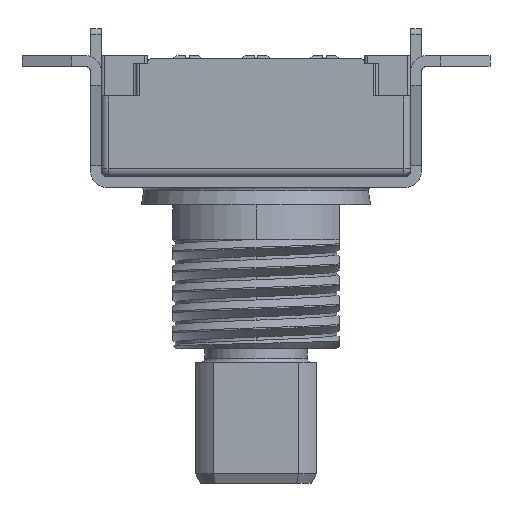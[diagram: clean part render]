
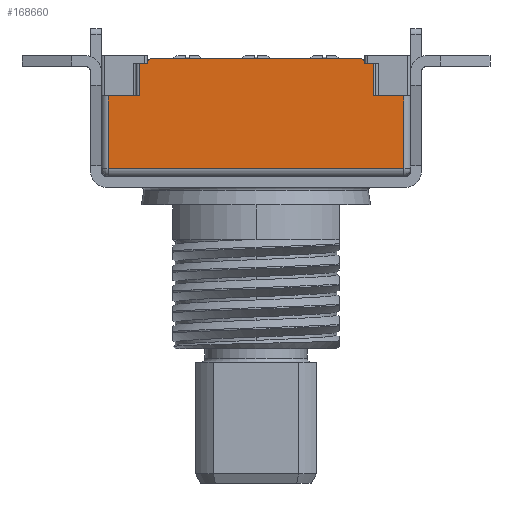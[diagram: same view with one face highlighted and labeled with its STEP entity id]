
A CAD part, left-side view. The second image highlights one B-rep face of the part: STEP entity #168660.
In plain terms, the highlighted face is planar.
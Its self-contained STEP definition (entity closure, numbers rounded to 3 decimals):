
#23030=CARTESIAN_POINT('',(10.1,11.5,1.2));
#23040=VERTEX_POINT('',#23030);
#23540=CARTESIAN_POINT('',(11.25,11.5,1.2));
#23550=VERTEX_POINT('',#23540);
#23580=CARTESIAN_POINT('',(10.2,11.5,1.2));
#23590=DIRECTION('',(1.,0.,0.));
#23600=VECTOR('',#23590,1.);
#23610=LINE('',#23580,#23600);
#23620=EDGE_CURVE('',#23040,#23550,#23610,.T.);
#73850=CARTESIAN_POINT('',(1.4,11.5,1.2));
#73860=VERTEX_POINT('',#73850);
#73890=CARTESIAN_POINT('',(0.,11.5,1.2));
#73900=DIRECTION('',(1.,0.,0.));
#73910=VECTOR('',#73900,1.);
#73920=LINE('',#73890,#73910);
#73930=CARTESIAN_POINT('',(0.25,11.5,1.2));
#73940=VERTEX_POINT('',#73930);
#73950=EDGE_CURVE('',#73940,#73860,#73920,.T.);
#91240=CARTESIAN_POINT('',(1.4,11.5,0.));
#91250=VERTEX_POINT('',#91240);
#91280=CARTESIAN_POINT('',(1.4,11.5,0.));
#91290=DIRECTION('',(0.,0.,1.));
#91300=VECTOR('',#91290,1.);
#91310=LINE('',#91280,#91300);
#91320=EDGE_CURVE('',#91250,#73860,#91310,.T.);
#93820=CARTESIAN_POINT('',(10.1,11.5,0.));
#93830=DIRECTION('',(0.,0.,-1.));
#93840=VECTOR('',#93830,1.);
#93850=LINE('',#93820,#93840);
#93860=CARTESIAN_POINT('',(10.1,11.5,0.));
#93870=VERTEX_POINT('',#93860);
#93880=EDGE_CURVE('',#23040,#93870,#93850,.T.);
#139430=CARTESIAN_POINT('',(5.75,11.5,0.));
#139440=DIRECTION('',(-1.,0.,0.));
#139450=VECTOR('',#139440,1.);
#139460=LINE('',#139430,#139450);
#139470=CARTESIAN_POINT('',(9.8,11.5,0.));
#139480=VERTEX_POINT('',#139470);
#139490=EDGE_CURVE('',#93870,#139480,#139460,.T.);
#139560=CARTESIAN_POINT('',(1.7,11.5,0.));
#139570=VERTEX_POINT('',#139560);
#139580=EDGE_CURVE('',#139570,#91250,#139460,.T.);
#139860=CARTESIAN_POINT('',(9.6,11.5,0.));
#139870=DIRECTION('',(0.,-1.,0.));
#139880=DIRECTION('',(1.,0.,0.));
#139890=AXIS2_PLACEMENT_3D('',#139860,#139870,#139880);
#139900=CIRCLE('',#139890,0.2);
#139910=CARTESIAN_POINT('',(9.6,11.5,-0.2));
#139920=VERTEX_POINT('',#139910);
#139930=EDGE_CURVE('',#139920,#139480,#139900,.T.);
#141920=CARTESIAN_POINT('',(1.9,11.5,0.));
#141930=DIRECTION('',(0.,1.,0.));
#141940=DIRECTION('',(-1.,0.,0.));
#141950=AXIS2_PLACEMENT_3D('',#141920,#141930,#141940);
#141960=CIRCLE('',#141950,0.2);
#141970=CARTESIAN_POINT('',(1.9,11.5,-0.2));
#141980=VERTEX_POINT('',#141970);
#141990=EDGE_CURVE('',#141980,#139570,#141960,.T.);
#142590=CARTESIAN_POINT('',(1.7,11.5,-0.2));
#142600=DIRECTION('',(1.,0.,0.));
#142610=VECTOR('',#142600,1.);
#142620=LINE('',#142590,#142610);
#142630=EDGE_CURVE('',#141980,#139920,#142620,.T.);
#168280=CARTESIAN_POINT('',(5.149,11.5,2.806));
#168290=DIRECTION('',(0.,1.,0.));
#168300=DIRECTION('',(1.,0.,0.));
#168310=AXIS2_PLACEMENT_3D('',#168280,#168290,#168300);
#168320=PLANE('',#168310);
#168330=ORIENTED_EDGE('',*,*,#73950,.F.);
#168340=ORIENTED_EDGE('',*,*,#91320,.T.);
#168350=ORIENTED_EDGE('',*,*,#139580,.T.);
#168360=ORIENTED_EDGE('',*,*,#141990,.T.);
#168370=ORIENTED_EDGE('',*,*,#142630,.F.);
#168380=ORIENTED_EDGE('',*,*,#139930,.F.);
#168390=ORIENTED_EDGE('',*,*,#139490,.T.);
#168400=ORIENTED_EDGE('',*,*,#93880,.T.);
#168410=ORIENTED_EDGE('',*,*,#23620,.F.);
#168420=CARTESIAN_POINT('',(11.25,11.5,4.2));
#168430=DIRECTION('',(0.,0.,-1.));
#168440=VECTOR('',#168430,1.);
#168450=LINE('',#168420,#168440);
#168460=CARTESIAN_POINT('',(11.25,11.5,3.9));
#168470=VERTEX_POINT('',#168460);
#168480=EDGE_CURVE('',#168470,#23550,#168450,.T.);
#168490=ORIENTED_EDGE('',*,*,#168480,.T.);
#168500=CARTESIAN_POINT('',(0.,11.5,3.9));
#168510=DIRECTION('',(1.,0.,0.));
#168520=VECTOR('',#168510,1.);
#168530=LINE('',#168500,#168520);
#168540=CARTESIAN_POINT('',(0.25,11.5,3.9));
#168550=VERTEX_POINT('',#168540);
#168560=EDGE_CURVE('',#168550,#168470,#168530,.T.);
#168570=ORIENTED_EDGE('',*,*,#168560,.T.);
#168580=CARTESIAN_POINT('',(0.25,11.5,4.2));
#168590=DIRECTION('',(0.,0.,-1.));
#168600=VECTOR('',#168590,1.);
#168610=LINE('',#168580,#168600);
#168620=EDGE_CURVE('',#168550,#73940,#168610,.T.);
#168630=ORIENTED_EDGE('',*,*,#168620,.F.);
#168640=EDGE_LOOP('',(#168630,#168570,#168490,#168410,#168400,#168390,
#168380,#168370,#168360,#168350,#168340,#168330));
#168650=FACE_OUTER_BOUND('',#168640,.T.);
#168660=ADVANCED_FACE('',(#168650),#168320,.T.);
